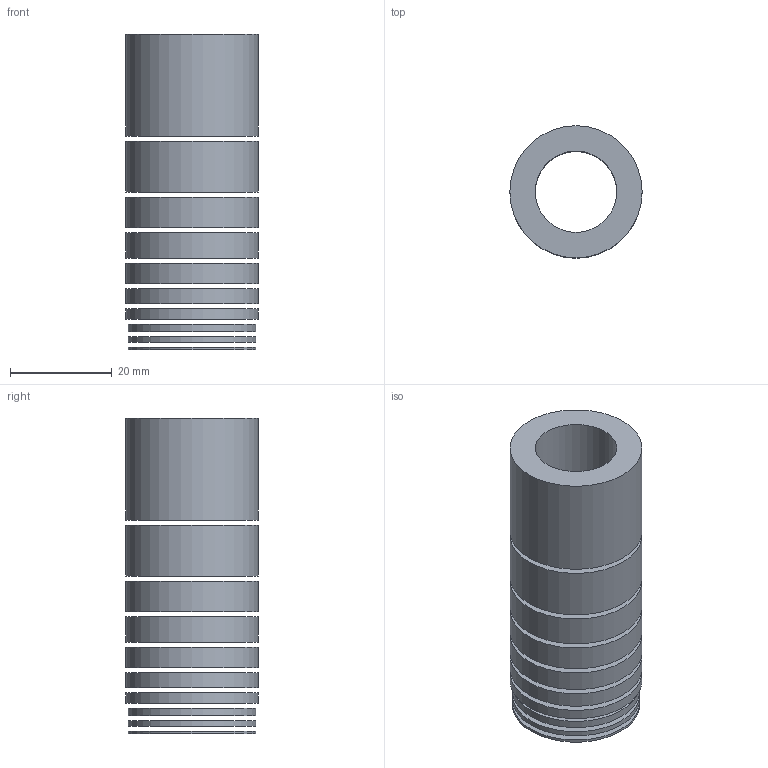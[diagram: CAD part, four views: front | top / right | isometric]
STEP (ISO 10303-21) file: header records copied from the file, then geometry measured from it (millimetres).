
FILE_DESCRIPTION(/* description */ ('3-D model version:1'),/* implementation_level */ '2;1');
FILE_NAME(/* name */ '5549091-011',/* time_stamp */ '2013-11-25T07:57:59+01:00',/* author */ ('InteractiveCad'),/* organization */ ('AB Sandvik Coromant'),/* preprocessor_version */ 'ST-DEVELOPER v11',/* originating_system */ 'SIEMENS UGS NX 6.0',/* authorisation */ '');
FILE_SCHEMA (('AP203_CONFIGURATION_CONTROLLED_3D_DESIGN_OF_MECHANICAL_PARTS_AND_ASSEMBLIES_MIM_LF'));
Length unit declared in the file: millimetre
Products named in the file (1): 5549091_011_635176218046802632_1_stp
Bounding box: 26 x 26 x 62 mm (x, y, z)
Volume: 17362.8 mm3; surface area: 13340.8 mm2
Topology: 10 solids, 10 shells, 40 faces, 60 edges, 40 vertices
Faces by surface type: cylinder 20, plane 20
Full cylindrical faces by diameter (mm): 16 x10, 25 x3, 26 x7
Entity records: 985 total; most frequent: DIRECTION 162, CARTESIAN_POINT 121, AXIS2_PLACEMENT_3D 81, FACE_BOUND 80, EDGE_LOOP 80, ORIENTED_EDGE 80, ADVANCED_FACE 40, VERTEX_POINT 40
